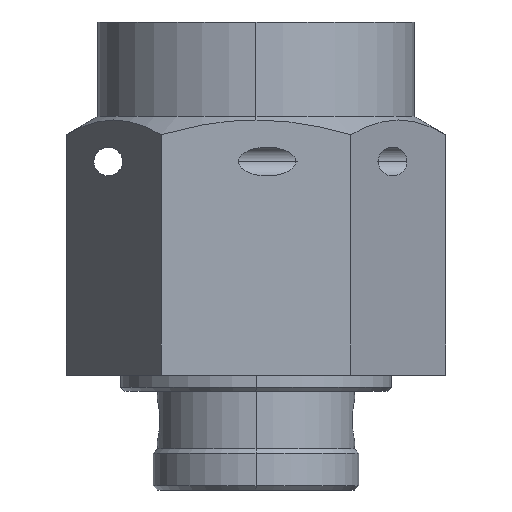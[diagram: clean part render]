
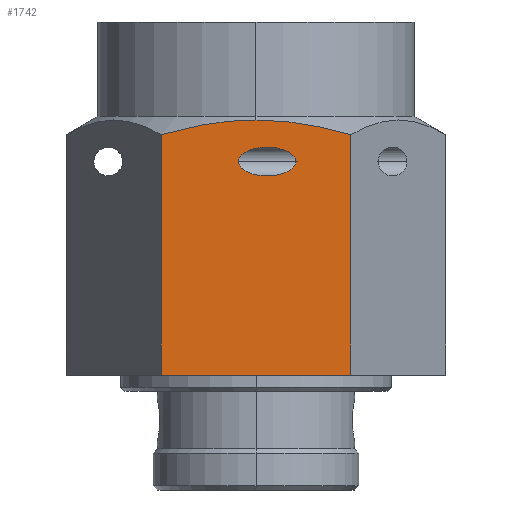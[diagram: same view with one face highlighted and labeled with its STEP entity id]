
A CAD part, left-side view. The second image highlights one B-rep face of the part: STEP entity #1742.
In plain terms, the highlighted planar face has unit normal (-1, 0, 0).
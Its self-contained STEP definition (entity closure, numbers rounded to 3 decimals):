
#5 = DIRECTION ( 'NONE',  ( 0., -1., 0. ) ) ;
#70 = VERTEX_POINT ( 'NONE', #1181 ) ;
#143 = PLANE ( 'NONE',  #1247 ) ;
#171 =( BOUNDED_CURVE ( )  B_SPLINE_CURVE ( 3, ( #773, #599, #2153, #761 ),
 .UNSPECIFIED., .F., .T. ) 
 B_SPLINE_CURVE_WITH_KNOTS ( ( 4, 4 ),
 ( 3.142, 6.283 ),
 .UNSPECIFIED. ) 
 CURVE ( )  GEOMETRIC_REPRESENTATION_ITEM ( )  RATIONAL_B_SPLINE_CURVE ( ( 1., 0.333, 0.333, 1. ) ) 
 REPRESENTATION_ITEM ( '' )  );
#174 = ORIENTED_EDGE ( 'NONE', *, *, #805, .F. ) ;
#214 = CARTESIAN_POINT ( 'NONE',  ( -4., -0.391, 9.013 ) ) ;
#234 = DIRECTION ( 'NONE',  ( 0., 0., -1. ) ) ;
#249 = CARTESIAN_POINT ( 'NONE',  ( -4., 0.391, 9.013 ) ) ;
#360 = CARTESIAN_POINT ( 'NONE',  ( -4., 2.309, 2.8 ) ) ;
#412 = CARTESIAN_POINT ( 'NONE',  ( -4., 0.428, 8. ) ) ;
#414 = CARTESIAN_POINT ( 'NONE',  ( -4., -2.309, 8.656 ) ) ;
#448 = VERTEX_POINT ( 'NONE', #1339 ) ;
#468 = EDGE_CURVE ( 'NONE', #1375, #1108, #1486, .T. ) ;
#489 = LINE ( 'NONE', #568, #1143 ) ;
#568 = CARTESIAN_POINT ( 'NONE',  ( -4., -2.309, 11.4 ) ) ;
#599 = CARTESIAN_POINT ( 'NONE',  ( -4., -0.972, 7.3 ) ) ;
#680 = CARTESIAN_POINT ( 'NONE',  ( -4., 0.428, 8.7 ) ) ;
#708 = CARTESIAN_POINT ( 'NONE',  ( -4., 0.428, 8. ) ) ;
#756 = ORIENTED_EDGE ( 'NONE', *, *, #1755, .T. ) ;
#761 = CARTESIAN_POINT ( 'NONE',  ( -4., 0.428, 8. ) ) ;
#773 = CARTESIAN_POINT ( 'NONE',  ( -4., -0.972, 8. ) ) ;
#805 = EDGE_CURVE ( 'NONE', #1375, #1646, #1006, .T. ) ;
#891 = VERTEX_POINT ( 'NONE', #2045 ) ;
#942 = CARTESIAN_POINT ( 'NONE',  ( -4., 0., 9.013 ) ) ;
#948 = ORIENTED_EDGE ( 'NONE', *, *, #2240, .F. ) ;
#1006 = B_SPLINE_CURVE_WITH_KNOTS ( 'NONE', 3,
 ( #1281, #2189, #1117, #1309, #249, #942 ),
 .UNSPECIFIED., .F., .F.,
 ( 4, 2, 4 ),
 ( 0.012, 0.013, 0.014 ),
 .UNSPECIFIED. ) ;
#1021 = CARTESIAN_POINT ( 'NONE',  ( -4., -0.972, 8. ) ) ;
#1075 = VECTOR ( 'NONE', #5, 1000. ) ;
#1108 = VERTEX_POINT ( 'NONE', #1255 ) ;
#1117 = CARTESIAN_POINT ( 'NONE',  ( -4., 1.558, 8.854 ) ) ;
#1143 = VECTOR ( 'NONE', #234, 1000. ) ;
#1173 = EDGE_LOOP ( 'NONE', ( #174, #1397, #1868, #1464, #948 ) ) ;
#1181 = CARTESIAN_POINT ( 'NONE',  ( -4., -2.309, 8.656 ) ) ;
#1247 = AXIS2_PLACEMENT_3D ( 'NONE', #1536, #2217, #1531 ) ;
#1255 = CARTESIAN_POINT ( 'NONE',  ( -4., 2.309, 2.8 ) ) ;
#1281 = CARTESIAN_POINT ( 'NONE',  ( -4., 2.309, 8.656 ) ) ;
#1286 = DIRECTION ( 'NONE',  ( 0., 0., -1. ) ) ;
#1309 = CARTESIAN_POINT ( 'NONE',  ( -4., 0.787, 8.979 ) ) ;
#1339 = CARTESIAN_POINT ( 'NONE',  ( -4., -0.972, 8. ) ) ;
#1360 = FACE_OUTER_BOUND ( 'NONE', #1173, .T. ) ;
#1375 = VERTEX_POINT ( 'NONE', #1819 ) ;
#1390 = CARTESIAN_POINT ( 'NONE',  ( -4., 2.309, 11.4 ) ) ;
#1397 = ORIENTED_EDGE ( 'NONE', *, *, #468, .T. ) ;
#1422 = CARTESIAN_POINT ( 'NONE',  ( -4., -1.549, 8.856 ) ) ;
#1434 = CARTESIAN_POINT ( 'NONE',  ( -4., -1.934, 8.765 ) ) ;
#1464 = ORIENTED_EDGE ( 'NONE', *, *, #1926, .F. ) ;
#1486 = LINE ( 'NONE', #1390, #1968 ) ;
#1504 = VERTEX_POINT ( 'NONE', #412 ) ;
#1531 = DIRECTION ( 'NONE',  ( 0., 1., 0. ) ) ;
#1536 = CARTESIAN_POINT ( 'NONE',  ( -4., 2.309, 11.4 ) ) ;
#1594 = B_SPLINE_CURVE_WITH_KNOTS ( 'NONE', 3,
 ( #1614, #214, #1936, #1422, #1434, #414 ),
 .UNSPECIFIED., .F., .F.,
 ( 4, 2, 4 ),
 ( 0.014, 0.015, 0.017 ),
 .UNSPECIFIED. ) ;
#1614 = CARTESIAN_POINT ( 'NONE',  ( -4., 0., 9.013 ) ) ;
#1646 = VERTEX_POINT ( 'NONE', #1703 ) ;
#1703 = CARTESIAN_POINT ( 'NONE',  ( -4., 0., 9.013 ) ) ;
#1704 = LINE ( 'NONE', #360, #1075 ) ;
#1742 = ADVANCED_FACE ( 'NONE', ( #1870, #1360 ), #143, .F. ) ;
#1755 = EDGE_CURVE ( 'NONE', #1504, #448, #1925, .T. ) ;
#1758 = ORIENTED_EDGE ( 'NONE', *, *, #1903, .T. ) ;
#1819 = CARTESIAN_POINT ( 'NONE',  ( -4., 2.309, 8.656 ) ) ;
#1868 = ORIENTED_EDGE ( 'NONE', *, *, #2135, .T. ) ;
#1870 = FACE_BOUND ( 'NONE', #1923, .T. ) ;
#1884 = CARTESIAN_POINT ( 'NONE',  ( -4., -0.972, 8.7 ) ) ;
#1903 = EDGE_CURVE ( 'NONE', #448, #1504, #171, .T. ) ;
#1923 = EDGE_LOOP ( 'NONE', ( #1758, #756 ) ) ;
#1925 =( BOUNDED_CURVE ( )  B_SPLINE_CURVE ( 3, ( #708, #680, #1884, #1021 ),
 .UNSPECIFIED., .F., .T. ) 
 B_SPLINE_CURVE_WITH_KNOTS ( ( 4, 4 ),
 ( 0., 3.142 ),
 .UNSPECIFIED. ) 
 CURVE ( )  GEOMETRIC_REPRESENTATION_ITEM ( )  RATIONAL_B_SPLINE_CURVE ( ( 1., 0.333, 0.333, 1. ) ) 
 REPRESENTATION_ITEM ( '' )  );
#1926 = EDGE_CURVE ( 'NONE', #70, #891, #489, .T. ) ;
#1936 = CARTESIAN_POINT ( 'NONE',  ( -4., -0.778, 8.98 ) ) ;
#1968 = VECTOR ( 'NONE', #1286, 1000. ) ;
#2045 = CARTESIAN_POINT ( 'NONE',  ( -4., -2.309, 2.8 ) ) ;
#2135 = EDGE_CURVE ( 'NONE', #1108, #891, #1704, .T. ) ;
#2153 = CARTESIAN_POINT ( 'NONE',  ( -4., 0.428, 7.3 ) ) ;
#2189 = CARTESIAN_POINT ( 'NONE',  ( -4., 1.936, 8.764 ) ) ;
#2217 = DIRECTION ( 'NONE',  ( 1., 0., 0. ) ) ;
#2240 = EDGE_CURVE ( 'NONE', #1646, #70, #1594, .T. ) ;
